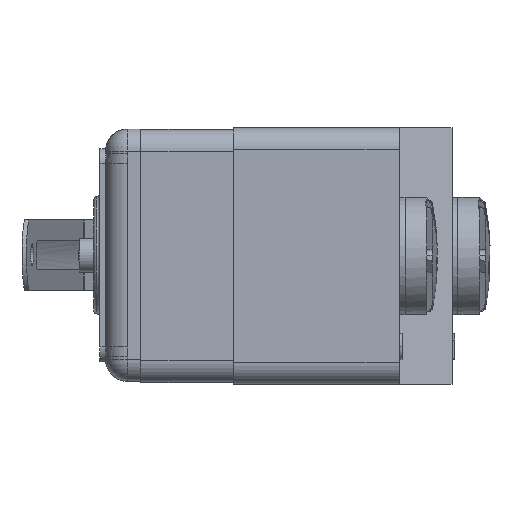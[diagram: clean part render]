
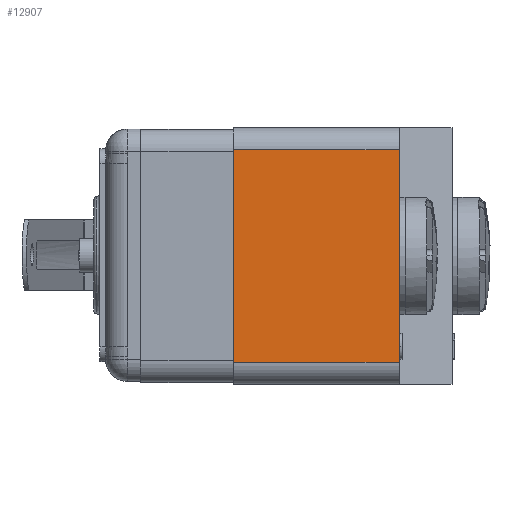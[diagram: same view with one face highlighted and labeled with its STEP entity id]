
A CAD part, left-side view. The second image highlights one B-rep face of the part: STEP entity #12907.
In plain terms, the highlighted planar face has unit normal (-1, 0, 0).
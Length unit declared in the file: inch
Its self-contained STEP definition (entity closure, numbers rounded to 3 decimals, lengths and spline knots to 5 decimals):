
#865 = DIRECTION ( 'NONE',  ( 0., 0., -1. ) ) ;
#932 = CARTESIAN_POINT ( 'NONE',  ( -0.9685, 0.83465, -0.28445 ) ) ;
#1163 = ORIENTED_EDGE ( 'NONE', *, *, #4334, .T. ) ;
#2931 = VECTOR ( 'NONE', #865, 39.37008 ) ;
#3196 = LINE ( 'NONE', #6542, #16160 ) ;
#3656 = VERTEX_POINT ( 'NONE', #9485 ) ;
#4328 = LINE ( 'NONE', #20277, #19604 ) ;
#4334 = EDGE_CURVE ( 'NONE', #16232, #3656, #18765, .T. ) ;
#4832 = CARTESIAN_POINT ( 'NONE',  ( -0.9685, 0.83465, -0.3435 ) ) ;
#6542 = CARTESIAN_POINT ( 'NONE',  ( -0.9685, 0.14173, -0.3435 ) ) ;
#6788 = DIRECTION ( 'NONE',  ( 0., 0., 1. ) ) ;
#7532 = EDGE_LOOP ( 'NONE', ( #7774, #10233, #7730, #1163 ) ) ;
#7730 = ORIENTED_EDGE ( 'NONE', *, *, #12200, .T. ) ;
#7774 = ORIENTED_EDGE ( 'NONE', *, *, #14487, .F. ) ;
#8729 = PLANE ( 'NONE',  #11659 ) ;
#9485 = CARTESIAN_POINT ( 'NONE',  ( -0.9685, 0.58661, -0.28445 ) ) ;
#10233 = ORIENTED_EDGE ( 'NONE', *, *, #15359, .T. ) ;
#11659 = AXIS2_PLACEMENT_3D ( 'NONE', #4832, #21749, #17895 ) ;
#12200 = EDGE_CURVE ( 'NONE', #18172, #16232, #4328, .T. ) ;
#12907 = ADVANCED_FACE ( 'NONE', ( #14918 ), #8729, .T. ) ;
#13442 = CARTESIAN_POINT ( 'NONE',  ( -0.9685, 0.14173, 0.28445 ) ) ;
#13787 = DIRECTION ( 'NONE',  ( 0., 1., 0. ) ) ;
#14487 = EDGE_CURVE ( 'NONE', #17224, #3656, #14727, .T. ) ;
#14727 = LINE ( 'NONE', #932, #14991 ) ;
#14918 = FACE_OUTER_BOUND ( 'NONE', #7532, .T. ) ;
#14991 = VECTOR ( 'NONE', #13787, 39.37008 ) ;
#15359 = EDGE_CURVE ( 'NONE', #17224, #18172, #3196, .T. ) ;
#15607 = CARTESIAN_POINT ( 'NONE',  ( -0.9685, 0.58661, 0.28445 ) ) ;
#16160 = VECTOR ( 'NONE', #6788, 39.37008 ) ;
#16232 = VERTEX_POINT ( 'NONE', #15607 ) ;
#16584 = CARTESIAN_POINT ( 'NONE',  ( -0.9685, 0.14173, -0.28445 ) ) ;
#17224 = VERTEX_POINT ( 'NONE', #16584 ) ;
#17895 = DIRECTION ( 'NONE',  ( 0., -1., 0. ) ) ;
#18172 = VERTEX_POINT ( 'NONE', #13442 ) ;
#18765 = LINE ( 'NONE', #22978, #2931 ) ;
#19604 = VECTOR ( 'NONE', #22197, 39.37008 ) ;
#20277 = CARTESIAN_POINT ( 'NONE',  ( -0.9685, 0.83465, 0.28445 ) ) ;
#21749 = DIRECTION ( 'NONE',  ( -1., 0., 0. ) ) ;
#22197 = DIRECTION ( 'NONE',  ( 0., 1., 0. ) ) ;
#22978 = CARTESIAN_POINT ( 'NONE',  ( -0.9685, 0.58661, 0.41831 ) ) ;
